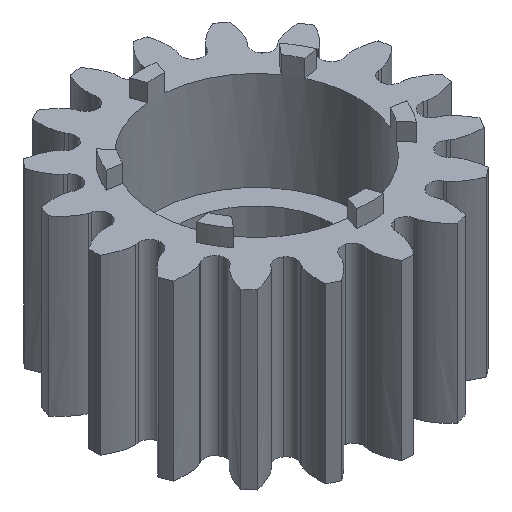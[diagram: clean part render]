
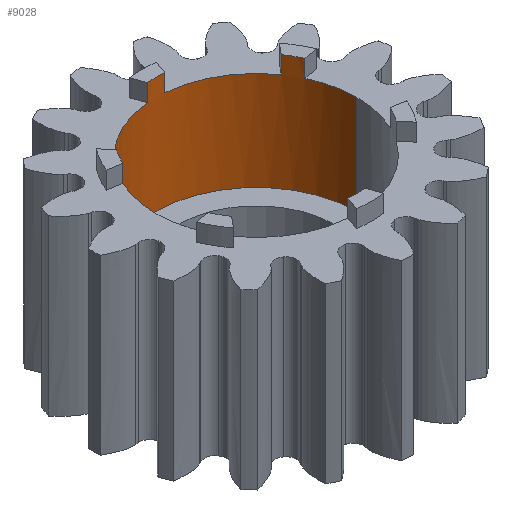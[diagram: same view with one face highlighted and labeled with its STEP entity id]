
A CAD part, isometric view. The second image highlights one B-rep face of the part: STEP entity #9028.
In plain terms, the highlighted cylindrical face has radius 29 mm (diameter 58 mm), a partial arc.
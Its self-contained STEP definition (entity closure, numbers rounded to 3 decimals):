
#57=CARTESIAN_POINT('Line Origine',(2.5,28.892,52.5)) ;
#61=CARTESIAN_POINT('Vertex',(2.5,28.892,50.)) ;
#63=CARTESIAN_POINT('Vertex',(2.5,28.892,55.)) ;
#132=CARTESIAN_POINT('Vertex',(-2.5,28.892,55.)) ;
#135=CARTESIAN_POINT('Axis2P3D Location',(0.,0.,55.)) ;
#156=CARTESIAN_POINT('Vertex',(-2.5,28.892,50.)) ;
#159=CARTESIAN_POINT('Line Origine',(-2.5,28.892,52.5)) ;
#176=CARTESIAN_POINT('Line Origine',(-23.771,16.611,52.5)) ;
#180=CARTESIAN_POINT('Vertex',(-23.771,16.611,50.)) ;
#182=CARTESIAN_POINT('Vertex',(-23.771,16.611,55.)) ;
#241=CARTESIAN_POINT('Vertex',(-26.271,12.281,55.)) ;
#244=CARTESIAN_POINT('Axis2P3D Location',(0.,0.,55.)) ;
#265=CARTESIAN_POINT('Vertex',(-26.271,12.281,50.)) ;
#268=CARTESIAN_POINT('Line Origine',(-26.271,12.281,52.5)) ;
#285=CARTESIAN_POINT('Line Origine',(26.271,12.281,52.5)) ;
#289=CARTESIAN_POINT('Vertex',(26.271,12.281,50.)) ;
#291=CARTESIAN_POINT('Vertex',(26.271,12.281,55.)) ;
#350=CARTESIAN_POINT('Vertex',(23.771,16.611,55.)) ;
#353=CARTESIAN_POINT('Axis2P3D Location',(0.,0.,55.)) ;
#374=CARTESIAN_POINT('Vertex',(23.771,16.611,50.)) ;
#377=CARTESIAN_POINT('Line Origine',(23.771,16.611,52.5)) ;
#5486=CARTESIAN_POINT('Vertex',(-29.,0.,50.)) ;
#5489=CARTESIAN_POINT('Axis2P3D Location',(0.,0.,50.)) ;
#5494=CARTESIAN_POINT('Axis2P3D Location',(0.,0.,50.)) ;
#5499=CARTESIAN_POINT('Axis2P3D Location',(0.,0.,50.)) ;
#5504=CARTESIAN_POINT('Axis2P3D Location',(0.,0.,50.)) ;
#5508=CARTESIAN_POINT('Vertex',(29.,0.,50.)) ;
#8953=CARTESIAN_POINT('Axis2P3D Location',(0.,0.,21.5)) ;
#8957=CARTESIAN_POINT('Vertex',(29.,0.,21.5)) ;
#8959=CARTESIAN_POINT('Vertex',(-29.,0.,21.5)) ;
#8976=CARTESIAN_POINT('Axis2P3D Location',(0.,0.,35.75)) ;
#8981=CARTESIAN_POINT('Line Origine',(29.,0.,38.25)) ;
#8986=CARTESIAN_POINT('Line Origine',(-29.,0.,38.25)) ;
#58=DIRECTION('Vector Direction',(0.,0.,1.)) ;
#136=DIRECTION('Axis2P3D Direction',(0.,0.,1.)) ;
#160=DIRECTION('Vector Direction',(0.,0.,1.)) ;
#177=DIRECTION('Vector Direction',(0.,0.,1.)) ;
#245=DIRECTION('Axis2P3D Direction',(0.,0.,1.)) ;
#269=DIRECTION('Vector Direction',(0.,0.,1.)) ;
#286=DIRECTION('Vector Direction',(0.,0.,1.)) ;
#354=DIRECTION('Axis2P3D Direction',(0.,0.,1.)) ;
#378=DIRECTION('Vector Direction',(0.,0.,1.)) ;
#5490=DIRECTION('Axis2P3D Direction',(0.,0.,1.)) ;
#5495=DIRECTION('Axis2P3D Direction',(0.,0.,1.)) ;
#5500=DIRECTION('Axis2P3D Direction',(0.,0.,1.)) ;
#5505=DIRECTION('Axis2P3D Direction',(0.,0.,1.)) ;
#8954=DIRECTION('Axis2P3D Direction',(0.,0.,1.)) ;
#8977=DIRECTION('Axis2P3D Direction',(0.,0.,1.)) ;
#8978=DIRECTION('Axis2P3D XDirection',(1.,0.,0.)) ;
#8982=DIRECTION('Vector Direction',(0.,0.,1.)) ;
#8987=DIRECTION('Vector Direction',(0.,0.,1.)) ;
#137=AXIS2_PLACEMENT_3D('Circle Axis2P3D',#135,#136,$) ;
#246=AXIS2_PLACEMENT_3D('Circle Axis2P3D',#244,#245,$) ;
#355=AXIS2_PLACEMENT_3D('Circle Axis2P3D',#353,#354,$) ;
#5491=AXIS2_PLACEMENT_3D('Circle Axis2P3D',#5489,#5490,$) ;
#5496=AXIS2_PLACEMENT_3D('Circle Axis2P3D',#5494,#5495,$) ;
#5501=AXIS2_PLACEMENT_3D('Circle Axis2P3D',#5499,#5500,$) ;
#5506=AXIS2_PLACEMENT_3D('Circle Axis2P3D',#5504,#5505,$) ;
#8955=AXIS2_PLACEMENT_3D('Circle Axis2P3D',#8953,#8954,$) ;
#8979=AXIS2_PLACEMENT_3D('Cylinder Axis2P3D',#8976,#8977,#8978) ;
#9011=ORIENTED_EDGE('',*,*,#381,.F.) ;
#9012=ORIENTED_EDGE('',*,*,#5503,.T.) ;
#9013=ORIENTED_EDGE('',*,*,#65,.T.) ;
#9014=ORIENTED_EDGE('',*,*,#139,.F.) ;
#9015=ORIENTED_EDGE('',*,*,#163,.F.) ;
#9016=ORIENTED_EDGE('',*,*,#5498,.T.) ;
#9017=ORIENTED_EDGE('',*,*,#184,.T.) ;
#9018=ORIENTED_EDGE('',*,*,#248,.F.) ;
#9019=ORIENTED_EDGE('',*,*,#272,.F.) ;
#9020=ORIENTED_EDGE('',*,*,#5493,.T.) ;
#9021=ORIENTED_EDGE('',*,*,#8990,.T.) ;
#9022=ORIENTED_EDGE('',*,*,#8961,.F.) ;
#9023=ORIENTED_EDGE('',*,*,#8985,.F.) ;
#9024=ORIENTED_EDGE('',*,*,#5510,.T.) ;
#9025=ORIENTED_EDGE('',*,*,#293,.T.) ;
#9026=ORIENTED_EDGE('',*,*,#357,.F.) ;
#59=VECTOR('Line Direction',#58,1.) ;
#161=VECTOR('Line Direction',#160,1.) ;
#178=VECTOR('Line Direction',#177,1.) ;
#270=VECTOR('Line Direction',#269,1.) ;
#287=VECTOR('Line Direction',#286,1.) ;
#379=VECTOR('Line Direction',#378,1.) ;
#8983=VECTOR('Line Direction',#8982,1.) ;
#8988=VECTOR('Line Direction',#8987,1.) ;
#9028=ADVANCED_FACE('PartBody',(#9027),#8980,.F.) ;
#138=CIRCLE('generated circle',#137,29.) ;
#247=CIRCLE('generated circle',#246,29.) ;
#356=CIRCLE('generated circle',#355,29.) ;
#5492=CIRCLE('generated circle',#5491,29.) ;
#5497=CIRCLE('generated circle',#5496,29.) ;
#5502=CIRCLE('generated circle',#5501,29.) ;
#5507=CIRCLE('generated circle',#5506,29.) ;
#8956=CIRCLE('generated circle',#8955,29.) ;
#8980=CYLINDRICAL_SURFACE('generated cylinder',#8979,29.) ;
#65=EDGE_CURVE('',#62,#64,#60,.T.) ;
#139=EDGE_CURVE('',#133,#64,#138,.F.) ;
#163=EDGE_CURVE('',#157,#133,#162,.T.) ;
#184=EDGE_CURVE('',#181,#183,#179,.T.) ;
#248=EDGE_CURVE('',#242,#183,#247,.F.) ;
#272=EDGE_CURVE('',#266,#242,#271,.T.) ;
#293=EDGE_CURVE('',#290,#292,#288,.T.) ;
#357=EDGE_CURVE('',#351,#292,#356,.F.) ;
#381=EDGE_CURVE('',#375,#351,#380,.T.) ;
#5493=EDGE_CURVE('',#266,#5487,#5492,.T.) ;
#5498=EDGE_CURVE('',#157,#181,#5497,.T.) ;
#5503=EDGE_CURVE('',#375,#62,#5502,.T.) ;
#5510=EDGE_CURVE('',#5509,#290,#5507,.T.) ;
#8961=EDGE_CURVE('',#8958,#8960,#8956,.T.) ;
#8985=EDGE_CURVE('',#5509,#8958,#8984,.F.) ;
#8990=EDGE_CURVE('',#5487,#8960,#8989,.F.) ;
#9010=EDGE_LOOP('',(#9011,#9012,#9013,#9014,#9015,#9016,#9017,#9018,#9019,#9020,#9021,#9022,#9023,#9024,#9025,#9026)) ;
#9027=FACE_OUTER_BOUND('',#9010,.T.) ;
#60=LINE('Line',#57,#59) ;
#162=LINE('Line',#159,#161) ;
#179=LINE('Line',#176,#178) ;
#271=LINE('Line',#268,#270) ;
#288=LINE('Line',#285,#287) ;
#380=LINE('Line',#377,#379) ;
#8984=LINE('Line',#8981,#8983) ;
#8989=LINE('Line',#8986,#8988) ;
#62=VERTEX_POINT('',#61) ;
#64=VERTEX_POINT('',#63) ;
#133=VERTEX_POINT('',#132) ;
#157=VERTEX_POINT('',#156) ;
#181=VERTEX_POINT('',#180) ;
#183=VERTEX_POINT('',#182) ;
#242=VERTEX_POINT('',#241) ;
#266=VERTEX_POINT('',#265) ;
#290=VERTEX_POINT('',#289) ;
#292=VERTEX_POINT('',#291) ;
#351=VERTEX_POINT('',#350) ;
#375=VERTEX_POINT('',#374) ;
#5487=VERTEX_POINT('',#5486) ;
#5509=VERTEX_POINT('',#5508) ;
#8958=VERTEX_POINT('',#8957) ;
#8960=VERTEX_POINT('',#8959) ;
